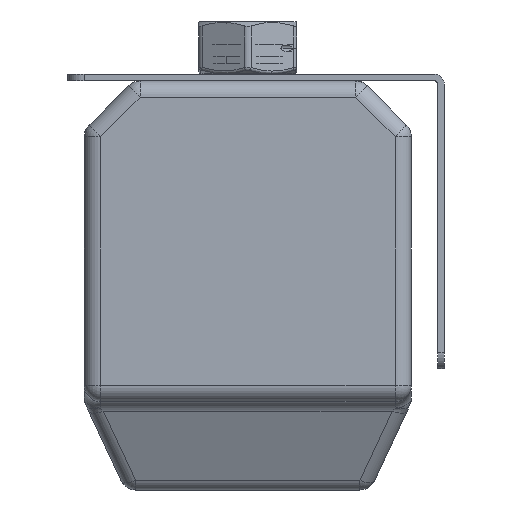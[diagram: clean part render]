
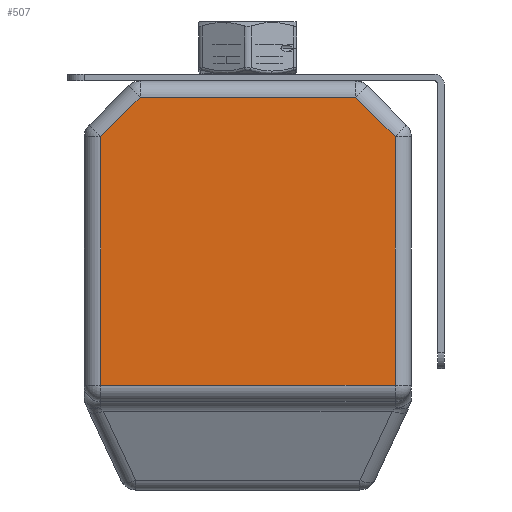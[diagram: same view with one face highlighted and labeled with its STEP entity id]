
A CAD part, front view. The second image highlights one B-rep face of the part: STEP entity #507.
In plain terms, the highlighted planar face has unit normal (0, -1, 0).
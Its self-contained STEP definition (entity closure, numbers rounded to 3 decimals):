
#464=AXIS2_PLACEMENT_3D('Plane Axis2P3D',#461,#462,#463) ;
#361=CARTESIAN_POINT('Vertex',(-32.929,-280.,120.)) ;
#364=CARTESIAN_POINT('Line Origine',(0.,-280.,120.)) ;
#368=CARTESIAN_POINT('Vertex',(32.929,-280.,120.)) ;
#461=CARTESIAN_POINT('Axis2P3D Location',(0.,-280.,125.)) ;
#466=CARTESIAN_POINT('Line Origine',(-38.964,-280.,113.964)) ;
#470=CARTESIAN_POINT('Vertex',(-45.,-280.,107.929)) ;
#473=CARTESIAN_POINT('Line Origine',(-45.,-280.,69.964)) ;
#477=CARTESIAN_POINT('Vertex',(-45.,-280.,32.)) ;
#480=CARTESIAN_POINT('Line Origine',(0.,-280.,32.)) ;
#484=CARTESIAN_POINT('Vertex',(45.,-280.,32.)) ;
#487=CARTESIAN_POINT('Line Origine',(45.,-280.,69.964)) ;
#491=CARTESIAN_POINT('Vertex',(45.,-280.,107.929)) ;
#494=CARTESIAN_POINT('Line Origine',(38.964,-280.,113.964)) ;
#365=DIRECTION('Vector Direction',(-1.,0.,0.)) ;
#462=DIRECTION('Axis2P3D Direction',(0.,-1.,0.)) ;
#463=DIRECTION('Axis2P3D XDirection',(0.,0.,-1.)) ;
#467=DIRECTION('Vector Direction',(-0.707,0.,-0.707)) ;
#474=DIRECTION('Vector Direction',(0.,0.,-1.)) ;
#481=DIRECTION('Vector Direction',(1.,0.,0.)) ;
#488=DIRECTION('Vector Direction',(0.,0.,-1.)) ;
#495=DIRECTION('Vector Direction',(0.707,0.,-0.707)) ;
#366=VECTOR('Line Direction',#365,1.) ;
#468=VECTOR('Line Direction',#467,1.) ;
#475=VECTOR('Line Direction',#474,1.) ;
#482=VECTOR('Line Direction',#481,1.) ;
#489=VECTOR('Line Direction',#488,1.) ;
#496=VECTOR('Line Direction',#495,1.) ;
#500=ORIENTED_EDGE('',*,*,#370,.F.) ;
#501=ORIENTED_EDGE('',*,*,#472,.T.) ;
#502=ORIENTED_EDGE('',*,*,#479,.T.) ;
#503=ORIENTED_EDGE('',*,*,#486,.T.) ;
#504=ORIENTED_EDGE('',*,*,#493,.T.) ;
#505=ORIENTED_EDGE('',*,*,#498,.T.) ;
#507=ADVANCED_FACE('PartBody',(#506),#465,.T.) ;
#370=EDGE_CURVE('',#362,#369,#367,.F.) ;
#472=EDGE_CURVE('',#362,#471,#469,.T.) ;
#479=EDGE_CURVE('',#471,#478,#476,.T.) ;
#486=EDGE_CURVE('',#478,#485,#483,.T.) ;
#493=EDGE_CURVE('',#485,#492,#490,.F.) ;
#498=EDGE_CURVE('',#492,#369,#497,.F.) ;
#499=EDGE_LOOP('',(#500,#501,#502,#503,#504,#505)) ;
#506=FACE_OUTER_BOUND('',#499,.T.) ;
#367=LINE('Line',#364,#366) ;
#469=LINE('Line',#466,#468) ;
#476=LINE('Line',#473,#475) ;
#483=LINE('Line',#480,#482) ;
#490=LINE('Line',#487,#489) ;
#497=LINE('Line',#494,#496) ;
#465=PLANE('',#464) ;
#362=VERTEX_POINT('',#361) ;
#369=VERTEX_POINT('',#368) ;
#471=VERTEX_POINT('',#470) ;
#478=VERTEX_POINT('',#477) ;
#485=VERTEX_POINT('',#484) ;
#492=VERTEX_POINT('',#491) ;
